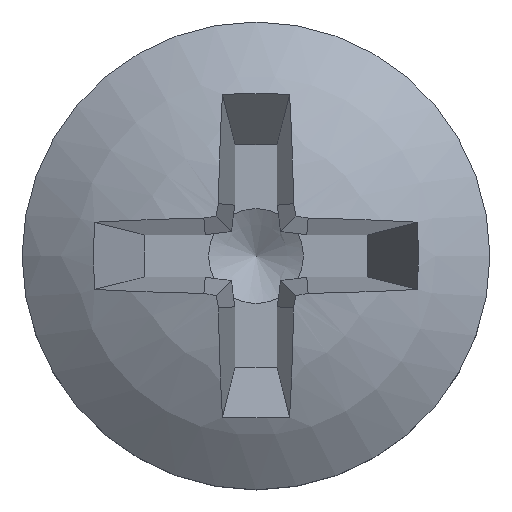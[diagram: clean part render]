
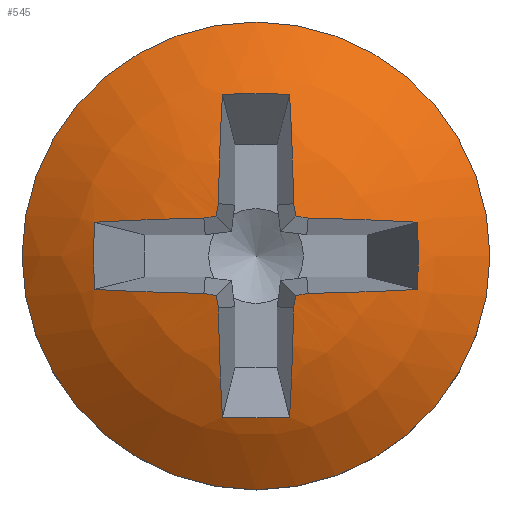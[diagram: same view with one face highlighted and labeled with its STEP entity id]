
A CAD part, top view. The second image highlights one B-rep face of the part: STEP entity #545.
In plain terms, the highlighted spherical face has radius 3.2 mm.
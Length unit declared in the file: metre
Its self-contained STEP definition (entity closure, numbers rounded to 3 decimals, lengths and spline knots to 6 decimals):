
#31=SPHERICAL_SURFACE('',#599,0.0032);
#38=CIRCLE('',#589,0.002);
#44=CIRCLE('',#600,0.003199);
#45=CIRCLE('',#601,0.0032);
#46=CIRCLE('',#602,0.0032);
#47=CIRCLE('',#603,0.003199);
#48=CIRCLE('',#604,0.0032);
#49=CIRCLE('',#605,0.003199);
#50=CIRCLE('',#606,0.0032);
#51=CIRCLE('',#607,0.0032);
#52=CIRCLE('',#608,0.003199);
#53=CIRCLE('',#609,0.0032);
#54=CIRCLE('',#610,0.003199);
#55=CIRCLE('',#611,0.0032);
#56=CIRCLE('',#612,0.0032);
#57=CIRCLE('',#613,0.003199);
#58=CIRCLE('',#614,0.0032);
#59=CIRCLE('',#615,0.003199);
#60=CIRCLE('',#616,0.0032);
#61=CIRCLE('',#617,0.0032);
#62=CIRCLE('',#618,0.003199);
#63=CIRCLE('',#619,0.0032);
#92=ORIENTED_EDGE('',*,*,#245,.F.);
#93=ORIENTED_EDGE('',*,*,#246,.T.);
#94=ORIENTED_EDGE('',*,*,#247,.F.);
#95=ORIENTED_EDGE('',*,*,#248,.T.);
#96=ORIENTED_EDGE('',*,*,#249,.F.);
#97=ORIENTED_EDGE('',*,*,#250,.F.);
#98=ORIENTED_EDGE('',*,*,#251,.T.);
#99=ORIENTED_EDGE('',*,*,#252,.F.);
#100=ORIENTED_EDGE('',*,*,#253,.F.);
#101=ORIENTED_EDGE('',*,*,#254,.T.);
#102=ORIENTED_EDGE('',*,*,#255,.T.);
#103=ORIENTED_EDGE('',*,*,#256,.T.);
#104=ORIENTED_EDGE('',*,*,#257,.F.);
#105=ORIENTED_EDGE('',*,*,#258,.F.);
#106=ORIENTED_EDGE('',*,*,#259,.T.);
#107=ORIENTED_EDGE('',*,*,#260,.T.);
#108=ORIENTED_EDGE('',*,*,#261,.T.);
#109=ORIENTED_EDGE('',*,*,#262,.F.);
#110=ORIENTED_EDGE('',*,*,#263,.T.);
#111=ORIENTED_EDGE('',*,*,#264,.F.);
#112=ORIENTED_EDGE('',*,*,#239,.F.);
#239=EDGE_CURVE('',#317,#317,#38,.T.);
#245=EDGE_CURVE('',#323,#324,#44,.T.);
#246=EDGE_CURVE('',#323,#325,#45,.F.);
#247=EDGE_CURVE('',#326,#325,#46,.T.);
#248=EDGE_CURVE('',#326,#327,#47,.F.);
#249=EDGE_CURVE('',#328,#327,#48,.T.);
#250=EDGE_CURVE('',#329,#328,#49,.T.);
#251=EDGE_CURVE('',#329,#330,#50,.F.);
#252=EDGE_CURVE('',#331,#330,#51,.T.);
#253=EDGE_CURVE('',#332,#331,#52,.T.);
#254=EDGE_CURVE('',#332,#333,#53,.F.);
#255=EDGE_CURVE('',#333,#334,#54,.F.);
#256=EDGE_CURVE('',#334,#335,#55,.F.);
#257=EDGE_CURVE('',#336,#335,#56,.T.);
#258=EDGE_CURVE('',#337,#336,#57,.T.);
#259=EDGE_CURVE('',#337,#338,#58,.F.);
#260=EDGE_CURVE('',#338,#339,#59,.F.);
#261=EDGE_CURVE('',#339,#340,#60,.F.);
#262=EDGE_CURVE('',#341,#340,#61,.T.);
#263=EDGE_CURVE('',#341,#342,#62,.F.);
#264=EDGE_CURVE('',#324,#342,#63,.T.);
#317=VERTEX_POINT('',#852);
#323=VERTEX_POINT('',#869);
#324=VERTEX_POINT('',#870);
#325=VERTEX_POINT('',#872);
#326=VERTEX_POINT('',#874);
#327=VERTEX_POINT('',#876);
#328=VERTEX_POINT('',#878);
#329=VERTEX_POINT('',#880);
#330=VERTEX_POINT('',#882);
#331=VERTEX_POINT('',#884);
#332=VERTEX_POINT('',#886);
#333=VERTEX_POINT('',#888);
#334=VERTEX_POINT('',#890);
#335=VERTEX_POINT('',#892);
#336=VERTEX_POINT('',#894);
#337=VERTEX_POINT('',#896);
#338=VERTEX_POINT('',#898);
#339=VERTEX_POINT('',#900);
#340=VERTEX_POINT('',#902);
#341=VERTEX_POINT('',#904);
#342=VERTEX_POINT('',#906);
#446=EDGE_LOOP('',(#92,#93,#94,#95,#96,#97,#98,#99,#100,#101,#102,#103,
#104,#105,#106,#107,#108,#109,#110,#111));
#447=EDGE_LOOP('',(#112));
#484=FACE_BOUND('',#446,.T.);
#485=FACE_BOUND('',#447,.T.);
#545=ADVANCED_FACE('',(#484,#485),#31,.T.);
#589=AXIS2_PLACEMENT_3D('',#851,#675,#676);
#599=AXIS2_PLACEMENT_3D('',#867,#695,#696);
#600=AXIS2_PLACEMENT_3D('',#868,#697,#698);
#601=AXIS2_PLACEMENT_3D('',#871,#699,#700);
#602=AXIS2_PLACEMENT_3D('',#873,#701,#702);
#603=AXIS2_PLACEMENT_3D('',#875,#703,#704);
#604=AXIS2_PLACEMENT_3D('',#877,#705,#706);
#605=AXIS2_PLACEMENT_3D('',#879,#707,#708);
#606=AXIS2_PLACEMENT_3D('',#881,#709,#710);
#607=AXIS2_PLACEMENT_3D('',#883,#711,#712);
#608=AXIS2_PLACEMENT_3D('',#885,#713,#714);
#609=AXIS2_PLACEMENT_3D('',#887,#715,#716);
#610=AXIS2_PLACEMENT_3D('',#889,#717,#718);
#611=AXIS2_PLACEMENT_3D('',#891,#719,#720);
#612=AXIS2_PLACEMENT_3D('',#893,#721,#722);
#613=AXIS2_PLACEMENT_3D('',#895,#723,#724);
#614=AXIS2_PLACEMENT_3D('',#897,#725,#726);
#615=AXIS2_PLACEMENT_3D('',#899,#727,#728);
#616=AXIS2_PLACEMENT_3D('',#901,#729,#730);
#617=AXIS2_PLACEMENT_3D('',#903,#731,#732);
#618=AXIS2_PLACEMENT_3D('',#905,#733,#734);
#619=AXIS2_PLACEMENT_3D('',#907,#735,#736);
#675=DIRECTION('',(0.,0.,-1.));
#676=DIRECTION('',(-1.,0.,0.));
#695=DIRECTION('',(0.,0.,-1.));
#696=DIRECTION('',(-1.,0.,0.));
#697=DIRECTION('',(0.,-0.993,0.122));
#698=DIRECTION('',(0.,-0.122,-0.993));
#699=DIRECTION('',(0.16,-0.98,0.122));
#700=DIRECTION('',(0.987,0.161,0.));
#701=DIRECTION('',(0.98,-0.16,0.122));
#702=DIRECTION('',(0.161,0.987,0.));
#703=DIRECTION('',(0.993,0.,0.122));
#704=DIRECTION('',(0.122,0.,-0.993));
#705=DIRECTION('',(0.,-0.896,0.443));
#706=DIRECTION('',(0.,-0.443,-0.896));
#707=DIRECTION('',(-0.993,0.,0.122));
#708=DIRECTION('',(0.122,0.,0.993));
#709=DIRECTION('',(-0.98,-0.16,0.122));
#710=DIRECTION('',(0.161,-0.987,0.));
#711=DIRECTION('',(-0.16,-0.98,0.122));
#712=DIRECTION('',(0.987,-0.161,0.));
#713=DIRECTION('',(0.,-0.993,0.122));
#714=DIRECTION('',(0.,-0.122,-0.993));
#715=DIRECTION('',(-0.896,0.,0.443));
#716=DIRECTION('',(0.443,0.,0.896));
#717=DIRECTION('',(0.,0.993,0.122));
#718=DIRECTION('',(0.,-0.122,0.993));
#719=DIRECTION('',(-0.16,0.98,0.122));
#720=DIRECTION('',(-0.987,-0.161,0.));
#721=DIRECTION('',(-0.98,0.16,0.122));
#722=DIRECTION('',(-0.161,-0.987,0.));
#723=DIRECTION('',(-0.993,0.,0.122));
#724=DIRECTION('',(0.122,0.,0.993));
#725=DIRECTION('',(0.,0.896,0.443));
#726=DIRECTION('',(0.,-0.443,0.896));
#727=DIRECTION('',(0.993,0.,0.122));
#728=DIRECTION('',(0.122,0.,-0.993));
#729=DIRECTION('',(0.98,0.16,0.122));
#730=DIRECTION('',(-0.161,0.987,0.));
#731=DIRECTION('',(0.16,0.98,0.122));
#732=DIRECTION('',(-0.987,0.161,0.));
#733=DIRECTION('',(0.,0.993,0.122));
#734=DIRECTION('',(0.,-0.122,0.993));
#735=DIRECTION('',(0.896,0.,0.443));
#736=DIRECTION('',(0.443,0.,-0.896));
#851=CARTESIAN_POINT('',(0.,0.,-0.000702));
#852=CARTESIAN_POINT('',(-0.002,0.,-0.000702));
#867=CARTESIAN_POINT('',(0.,0.,-0.0032));
#868=CARTESIAN_POINT('',(0.,-0.000065,-0.003192));
#869=CARTESIAN_POINT('',(-0.000446,0.000321,-0.000048));
#870=CARTESIAN_POINT('',(-0.001381,0.000287,-0.000328));
#871=CARTESIAN_POINT('',(0.,0.000002,-0.0032));
#872=CARTESIAN_POINT('',(-0.00034,0.00034,-0.000036));
#873=CARTESIAN_POINT('',(-0.000002,0.,-0.0032));
#874=CARTESIAN_POINT('',(-0.000321,0.000446,-0.000048));
#875=CARTESIAN_POINT('',(0.000065,0.,-0.003192));
#876=CARTESIAN_POINT('',(-0.000287,0.001381,-0.000328));
#877=CARTESIAN_POINT('',(0.,-0.000031,-0.003185));
#878=CARTESIAN_POINT('',(0.000287,0.001381,-0.000328));
#879=CARTESIAN_POINT('',(-0.000065,0.,-0.003192));
#880=CARTESIAN_POINT('',(0.000321,0.000446,-0.000048));
#881=CARTESIAN_POINT('',(0.000002,0.,-0.0032));
#882=CARTESIAN_POINT('',(0.00034,0.00034,-0.000036));
#883=CARTESIAN_POINT('',(0.,0.000002,-0.0032));
#884=CARTESIAN_POINT('',(0.000446,0.000321,-0.000048));
#885=CARTESIAN_POINT('',(0.,-0.000065,-0.003192));
#886=CARTESIAN_POINT('',(0.001381,0.000287,-0.000328));
#887=CARTESIAN_POINT('',(-0.000031,0.,-0.003185));
#888=CARTESIAN_POINT('',(0.001381,-0.000287,-0.000328));
#889=CARTESIAN_POINT('',(0.,0.000065,-0.003192));
#890=CARTESIAN_POINT('',(0.000446,-0.000321,-0.000048));
#891=CARTESIAN_POINT('',(0.,-0.000002,-0.0032));
#892=CARTESIAN_POINT('',(0.00034,-0.00034,-0.000036));
#893=CARTESIAN_POINT('',(0.000002,0.,-0.0032));
#894=CARTESIAN_POINT('',(0.000321,-0.000446,-0.000048));
#895=CARTESIAN_POINT('',(-0.000065,0.,-0.003192));
#896=CARTESIAN_POINT('',(0.000287,-0.001381,-0.000328));
#897=CARTESIAN_POINT('',(0.,0.000031,-0.003185));
#898=CARTESIAN_POINT('',(-0.000287,-0.001381,-0.000328));
#899=CARTESIAN_POINT('',(0.000065,0.,-0.003192));
#900=CARTESIAN_POINT('',(-0.000321,-0.000446,-0.000048));
#901=CARTESIAN_POINT('',(-0.000002,0.,-0.0032));
#902=CARTESIAN_POINT('',(-0.00034,-0.00034,-0.000036));
#903=CARTESIAN_POINT('',(0.,-0.000002,-0.0032));
#904=CARTESIAN_POINT('',(-0.000446,-0.000321,-0.000048));
#905=CARTESIAN_POINT('',(0.,0.000065,-0.003192));
#906=CARTESIAN_POINT('',(-0.001381,-0.000287,-0.000328));
#907=CARTESIAN_POINT('',(0.000031,0.,-0.003185));
